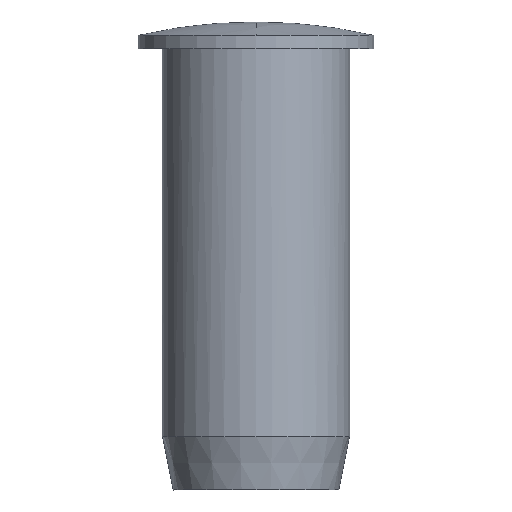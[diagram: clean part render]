
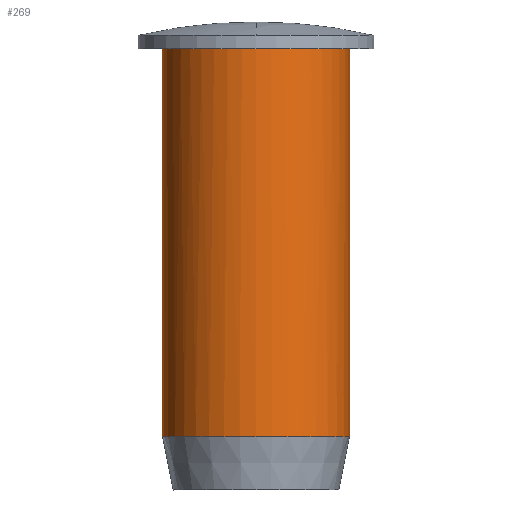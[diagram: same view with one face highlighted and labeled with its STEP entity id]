
A CAD part, front view. The second image highlights one B-rep face of the part: STEP entity #269.
In plain terms, the highlighted cylindrical face has radius 3.5 mm (diameter 7 mm), a partial arc.
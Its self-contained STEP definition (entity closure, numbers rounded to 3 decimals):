
#242=AXIS2_PLACEMENT_3D('Cylinder Axis2P3D',#239,#240,#241) ;
#253=AXIS2_PLACEMENT_3D('Circle Axis2P3D',#251,#252,$) ;
#124=CARTESIAN_POINT('Control Point',(7.9,4.4,16.5)) ;
#125=CARTESIAN_POINT('Control Point',(7.9,4.033,16.5)) ;
#126=CARTESIAN_POINT('Control Point',(7.852,3.667,16.5)) ;
#127=CARTESIAN_POINT('Control Point',(7.756,3.309,16.5)) ;
#128=CARTESIAN_POINT('Control Point',(7.472,2.626,16.5)) ;
#129=CARTESIAN_POINT('Control Point',(7.023,2.039,16.5)) ;
#130=CARTESIAN_POINT('Control Point',(6.76,1.776,16.5)) ;
#131=CARTESIAN_POINT('Control Point',(6.173,1.327,16.5)) ;
#132=CARTESIAN_POINT('Control Point',(5.49,1.044,16.5)) ;
#133=CARTESIAN_POINT('Control Point',(5.132,0.948,16.5)) ;
#134=CARTESIAN_POINT('Control Point',(4.399,0.852,16.5)) ;
#135=CARTESIAN_POINT('Control Point',(3.666,0.948,16.5)) ;
#136=CARTESIAN_POINT('Control Point',(3.307,1.044,16.5)) ;
#137=CARTESIAN_POINT('Control Point',(2.625,1.328,16.5)) ;
#138=CARTESIAN_POINT('Control Point',(2.038,1.778,16.5)) ;
#139=CARTESIAN_POINT('Control Point',(1.776,2.041,16.5)) ;
#140=CARTESIAN_POINT('Control Point',(1.327,2.627,16.5)) ;
#141=CARTESIAN_POINT('Control Point',(1.044,3.31,16.5)) ;
#142=CARTESIAN_POINT('Control Point',(0.948,3.668,16.5)) ;
#143=CARTESIAN_POINT('Control Point',(0.9,4.034,16.5)) ;
#144=CARTESIAN_POINT('Control Point',(0.9,4.4,16.5)) ;
#145=CARTESIAN_POINT('Vertex',(7.9,4.4,16.5)) ;
#147=CARTESIAN_POINT('Vertex',(0.9,4.4,16.5)) ;
#239=CARTESIAN_POINT('Axis2P3D Location',(4.4,4.4,16.5)) ;
#244=CARTESIAN_POINT('Line Origine',(0.9,4.4,16.5)) ;
#248=CARTESIAN_POINT('Vertex',(0.9,4.4,2.)) ;
#251=CARTESIAN_POINT('Axis2P3D Location',(4.4,4.4,2.)) ;
#255=CARTESIAN_POINT('Vertex',(7.9,4.4,2.)) ;
#258=CARTESIAN_POINT('Line Origine',(7.9,4.4,16.5)) ;
#240=DIRECTION('Axis2P3D Direction',(0.,0.,-1.)) ;
#241=DIRECTION('Axis2P3D XDirection',(-1.,0.,-0.)) ;
#245=DIRECTION('Vector Direction',(0.,0.,-1.)) ;
#252=DIRECTION('Axis2P3D Direction',(0.,0.,-1.)) ;
#259=DIRECTION('Vector Direction',(0.,0.,-1.)) ;
#246=VECTOR('Line Direction',#245,1.) ;
#260=VECTOR('Line Direction',#259,1.) ;
#264=ORIENTED_EDGE('',*,*,#250,.F.) ;
#265=ORIENTED_EDGE('',*,*,#257,.T.) ;
#266=ORIENTED_EDGE('',*,*,#262,.F.) ;
#267=ORIENTED_EDGE('',*,*,#149,.T.) ;
#269=ADVANCED_FACE('CABTITE BP 7MM PA',(#268),#243,.T.) ;
#123=B_SPLINE_CURVE_WITH_KNOTS('',5,(#124,#125,#126,#127,#128,#129,#130,#131,#132,#133,#134,#135,#136,#137,#138,#139,#140,#141,#142,#143,#144),.UNSPECIFIED.,.F.,.U.,(6,3,3,3,3,3,6),(0.,2.6,5.199,7.799,10.398,12.998,15.594),.UNSPECIFIED.) ;
#254=CIRCLE('generated circle',#253,3.5) ;
#243=CYLINDRICAL_SURFACE('generated cylinder',#242,3.5) ;
#149=EDGE_CURVE('',#146,#148,#123,.T.) ;
#250=EDGE_CURVE('',#249,#148,#247,.F.) ;
#257=EDGE_CURVE('',#249,#256,#254,.F.) ;
#262=EDGE_CURVE('',#146,#256,#261,.T.) ;
#263=EDGE_LOOP('',(#264,#265,#266,#267)) ;
#268=FACE_OUTER_BOUND('',#263,.T.) ;
#247=LINE('Line',#244,#246) ;
#261=LINE('Line',#258,#260) ;
#146=VERTEX_POINT('',#145) ;
#148=VERTEX_POINT('',#147) ;
#249=VERTEX_POINT('',#248) ;
#256=VERTEX_POINT('',#255) ;
